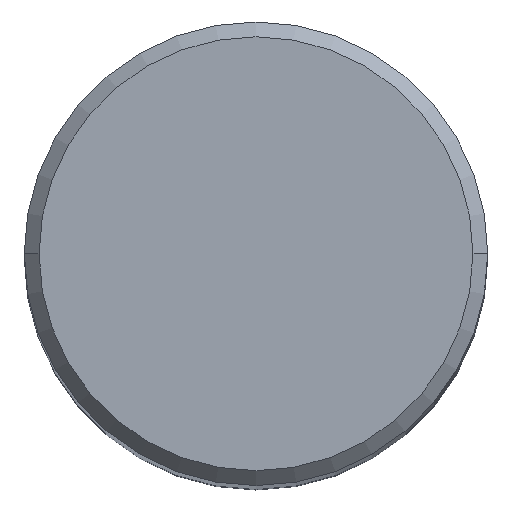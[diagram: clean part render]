
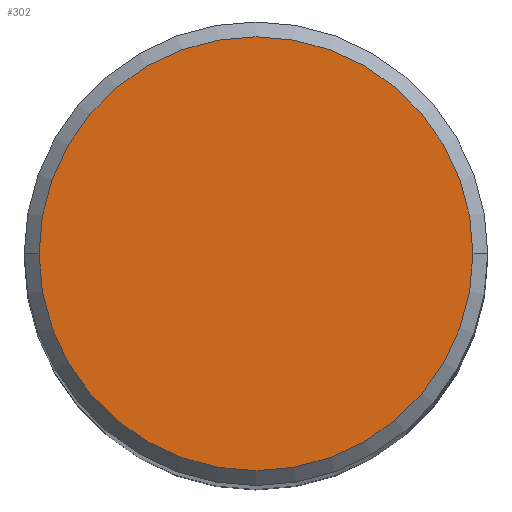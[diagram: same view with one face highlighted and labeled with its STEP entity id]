
A CAD part, top view. The second image highlights one B-rep face of the part: STEP entity #302.
In plain terms, the highlighted planar face has unit normal (0, 0, 1).
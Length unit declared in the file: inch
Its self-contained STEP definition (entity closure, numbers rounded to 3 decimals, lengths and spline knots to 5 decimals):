
#8 = CARTESIAN_POINT ( 'NONE',  ( 0., 0., 0. ) ) ;
#11 = DIRECTION ( 'NONE',  ( 0., 0., -1. ) ) ;
#18 = AXIS2_PLACEMENT_3D ( 'NONE', #460, #11, #412 ) ;
#28 = AXIS2_PLACEMENT_3D ( 'NONE', #8, #117, #342 ) ;
#31 = EDGE_CURVE ( 'NONE', #238, #51, #263, .T. ) ;
#37 = ORIENTED_EDGE ( 'NONE', *, *, #353, .T. ) ;
#47 = FACE_OUTER_BOUND ( 'NONE', #116, .T. ) ;
#51 = VERTEX_POINT ( 'NONE', #197 ) ;
#86 = PLANE ( 'NONE',  #18 ) ;
#116 = EDGE_LOOP ( 'NONE', ( #483, #37 ) ) ;
#117 = DIRECTION ( 'NONE',  ( 0., 0., 1. ) ) ;
#197 = CARTESIAN_POINT ( 'NONE',  ( 0.2925, 0., 0. ) ) ;
#230 = CARTESIAN_POINT ( 'NONE',  ( 0., 0., 0. ) ) ;
#238 = VERTEX_POINT ( 'NONE', #252 ) ;
#240 = DIRECTION ( 'NONE',  ( 0., 0., 1. ) ) ;
#252 = CARTESIAN_POINT ( 'NONE',  ( -0.2925, 0., 0. ) ) ;
#263 = CIRCLE ( 'NONE', #395, 0.2925 ) ;
#275 = CIRCLE ( 'NONE', #28, 0.2925 ) ;
#302 = ADVANCED_FACE ( 'NONE', ( #47 ), #86, .F. ) ;
#342 = DIRECTION ( 'NONE',  ( 1., 0., 0. ) ) ;
#353 = EDGE_CURVE ( 'NONE', #51, #238, #275, .T. ) ;
#381 = DIRECTION ( 'NONE',  ( 1., 0., 0. ) ) ;
#395 = AXIS2_PLACEMENT_3D ( 'NONE', #230, #240, #381 ) ;
#412 = DIRECTION ( 'NONE',  ( -1., 0., 0. ) ) ;
#460 = CARTESIAN_POINT ( 'NONE',  ( 0., 0.2925, 0. ) ) ;
#483 = ORIENTED_EDGE ( 'NONE', *, *, #31, .T. ) ;
